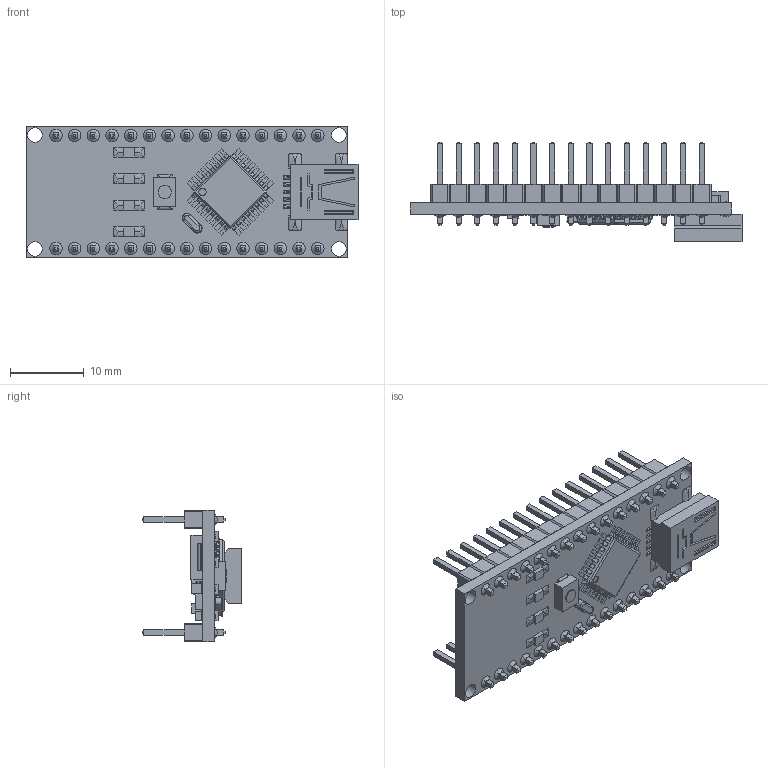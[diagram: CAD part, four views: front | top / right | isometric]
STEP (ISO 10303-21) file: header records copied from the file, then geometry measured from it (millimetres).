
FILE_DESCRIPTION(/* description */ (''),/* implementation_level */ '2;1');
FILE_NAME(/* name */ '968faed5-8ce0-4b37-968c-0c0a249b3bd2.stp',/* time_stamp */ '2021-11-02T02:27:04+00:00',/* author */ (''),/* organization */ (''),/* preprocessor_version */ 'ST-DEVELOPER v18.1',/* originating_system */ 'Autodesk Translation Framework v10.10.0.1391',/* authorisation */ '');
FILE_SCHEMA (('AUTOMOTIVE_DESIGN { 1 0 10303 214 3 1 1 }'));
Length unit declared in the file: millimetre
Products named in the file (24): NanoV3 v4; PCB; TopFace; switch; Leds; Led; Led (1); chip1; USB; Crystal; BottomFace; PinRow2; Pin (1); PinRow1; Pin; Resistors; Res; caps; cap; Chip; respacks; respack; diode; vreg
Assembly tree (59 placements, depth 5):
  NanoV3 v4
    PCB
      TopFace
        switch
        Leds
          Led  x3
          Led (1)
        chip1
        USB
        Crystal
      BottomFace
        PinRow2
          Pin (1)  x15
        PinRow1
          Pin  x15
        Resistors
          Res  x5
        caps
          cap  x2
        Chip
        respacks
          respack  x2
        diode
        vreg
Bounding box: 45.1 x 13.5 x 17.9 mm (x, y, z)
Volume: 2236.2 mm3; surface area: 5743.5 mm2
Topology: 244 solids, 244 shells, 2439 faces, 5736 edges, 3734 vertices
Faces by surface type: plane 2023, cylinder 304, bspline 80, cone 30, torus 2
Full cylindrical faces by diameter (mm): 0.997 x1, 1 x1, 1.8 x1, 2 x4
Entity records: 36012 total; most frequent: CARTESIAN_POINT 8172, DIRECTION 5482, ORIENTED_EDGE 5460, EDGE_CURVE 2730, LINE 2198, VECTOR 2198, VERTEX_POINT 1810, AXIS2_PLACEMENT_3D 1642
